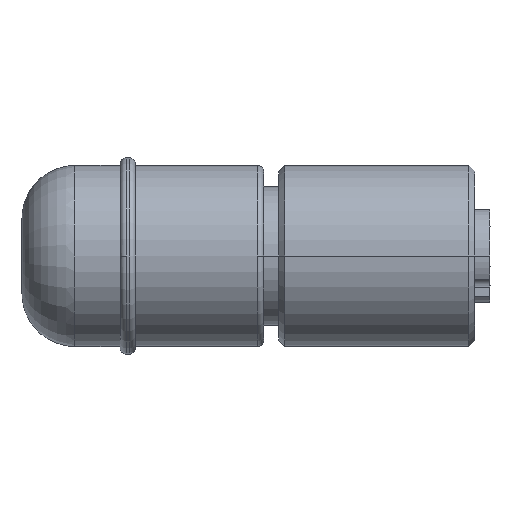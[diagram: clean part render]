
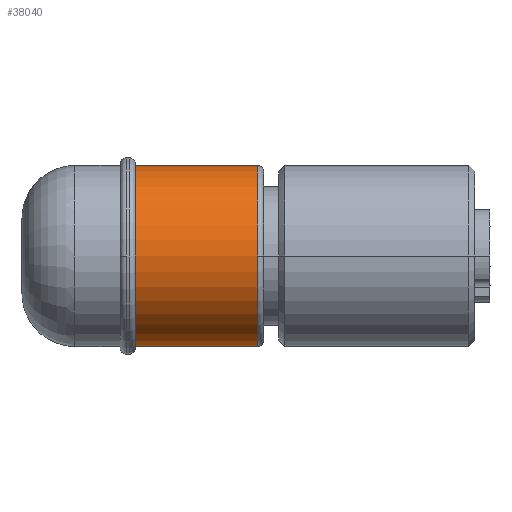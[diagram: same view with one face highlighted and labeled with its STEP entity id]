
A CAD part, left-side view. The second image highlights one B-rep face of the part: STEP entity #38040.
In plain terms, the highlighted cylindrical face has radius 3 mm (diameter 6 mm), a partial arc.
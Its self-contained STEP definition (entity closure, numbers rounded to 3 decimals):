
#3090=CARTESIAN_POINT('',(-3.225,0.,0.));
#3100=DIRECTION('',(-1.,0.,0.));
#3110=DIRECTION('',(0.,0.,1.));
#3120=AXIS2_PLACEMENT_3D('',#3090,#3100,#3110);
#3130=CYLINDRICAL_SURFACE('',#3120,3.);
#3390=CARTESIAN_POINT('',(-1.2,0.,-3.));
#3400=VERTEX_POINT('',#3390);
#3430=CARTESIAN_POINT('',(-3.225,0.,-3.));
#3440=DIRECTION('',(-1.,0.,0.));
#3450=VECTOR('',#3440,1.);
#3460=LINE('',#3430,#3450);
#3470=CARTESIAN_POINT('',(-0.2,0.,-3.));
#3480=VERTEX_POINT('',#3470);
#3490=EDGE_CURVE('',#3480,#3400,#3460,.T.);
#3510=CARTESIAN_POINT('',(-0.2,0.,0.));
#3520=DIRECTION('',(-1.,0.,0.));
#3530=DIRECTION('',(0.,0.,1.));
#3540=AXIS2_PLACEMENT_3D('',#3510,#3520,#3530);
#3550=CIRCLE('',#3540,3.);
#3600=CARTESIAN_POINT('',(-0.2,0.,3.));
#3610=VERTEX_POINT('',#3600);
#3640=CARTESIAN_POINT('',(-3.225,0.,3.));
#3650=DIRECTION('',(-1.,0.,0.));
#3660=VECTOR('',#3650,1.);
#3670=LINE('',#3640,#3660);
#3680=CARTESIAN_POINT('',(-1.2,0.,3.));
#3690=VERTEX_POINT('',#3680);
#3700=EDGE_CURVE('',#3610,#3690,#3670,.T.);
#4020=CARTESIAN_POINT('',(-0.2,-3.,0.));
#4030=VERTEX_POINT('',#4020);
#4040=EDGE_CURVE('',#3480,#4030,#3550,.T.);
#22680=CARTESIAN_POINT('',(-4.25,0.,3.));
#22690=VERTEX_POINT('',#22680);
#22720=CARTESIAN_POINT('',(-4.25,0.,0.));
#22730=DIRECTION('',(1.,0.,0.));
#22740=DIRECTION('',(0.,0.,1.));
#22750=AXIS2_PLACEMENT_3D('',#22720,#22730,#22740);
#22760=CIRCLE('',#22750,3.);
#22770=CARTESIAN_POINT('',(-4.25,0.,-3.));
#22780=VERTEX_POINT('',#22770);
#22790=EDGE_CURVE('',#22690,#22780,#22760,.T.);
#33690=EDGE_CURVE('',#3400,#22780,#3460,.T.);
#33910=EDGE_CURVE('',#3690,#22690,#3670,.T.);
#37940=EDGE_CURVE('',#4030,#3610,#3550,.T.);
#37950=ORIENTED_EDGE('',*,*,#37940,.T.);
#37960=ORIENTED_EDGE('',*,*,#4040,.T.);
#37970=ORIENTED_EDGE('',*,*,#3490,.F.);
#37980=ORIENTED_EDGE('',*,*,#33690,.F.);
#37990=ORIENTED_EDGE('',*,*,#22790,.T.);
#38000=ORIENTED_EDGE('',*,*,#33910,.T.);
#38010=ORIENTED_EDGE('',*,*,#3700,.T.);
#38020=EDGE_LOOP('',(#38010,#38000,#37990,#37980,#37970,#37960,#37950));
#38030=FACE_OUTER_BOUND('',#38020,.T.);
#38040=ADVANCED_FACE('',(#38030),#3130,.T.);
